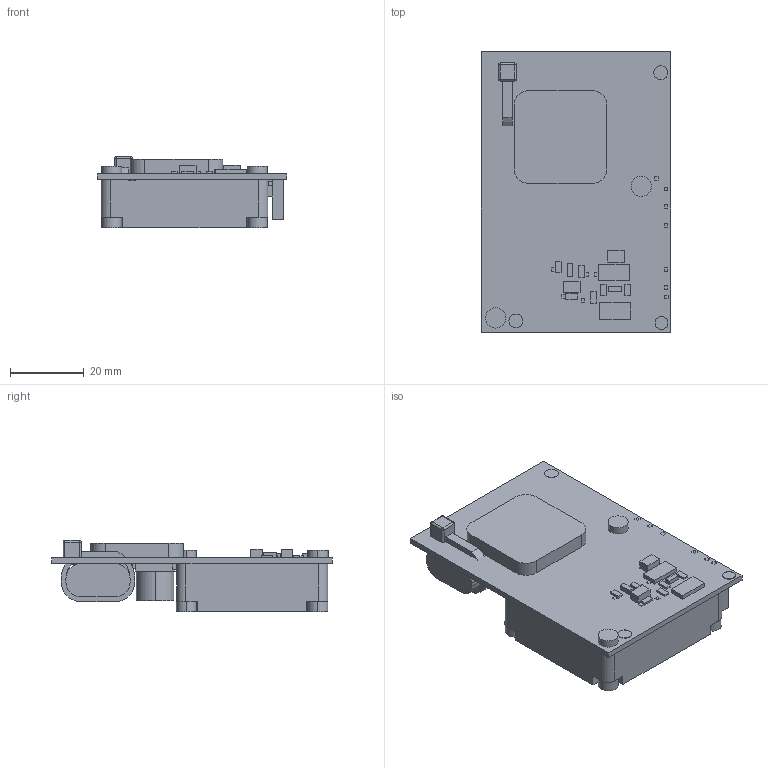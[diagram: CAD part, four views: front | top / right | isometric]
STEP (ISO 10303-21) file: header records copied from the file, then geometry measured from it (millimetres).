
FILE_DESCRIPTION (( 'STEP AP214' ), '1' );
FILE_NAME ('RockBLOCK_2_C.STEP', '2016-09-27T15:07:25', ( 'Jeffrey' ), ( 'Microsoft' ), 'SwSTEP 2.0', 'SolidWorks 2016', '' );
FILE_SCHEMA (( 'AUTOMOTIVE_DESIGN' ));
Length unit declared in the file: millimetre
Products named in the file (1): RockBLOCK_2_C
Bounding box: 51.4 x 76 x 19.3 mm (x, y, z)
Volume: 40820 mm3; surface area: 21789.1 mm2
Topology: 61 solids, 61 shells, 409 faces, 850 edges, 558 vertices
Faces by surface type: plane 349, cylinder 56, sphere 4
Entity records: 14766 total; most frequent: CARTESIAN_POINT 1814, DIRECTION 1778, ORIENTED_EDGE 1692, EDGE_CURVE 846, VECTOR 734, LINE 734, VERTEX_POINT 558, AXIS2_PLACEMENT_3D 522
